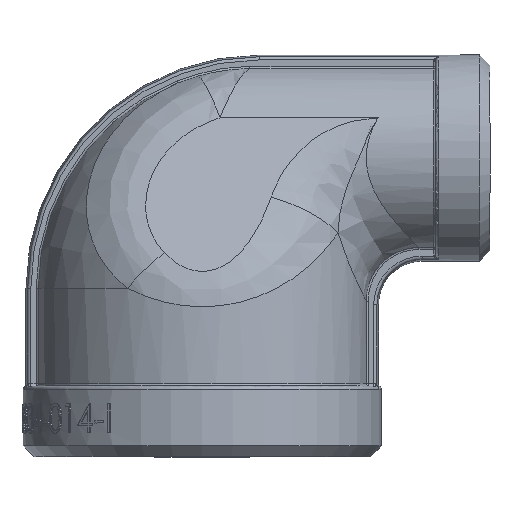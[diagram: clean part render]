
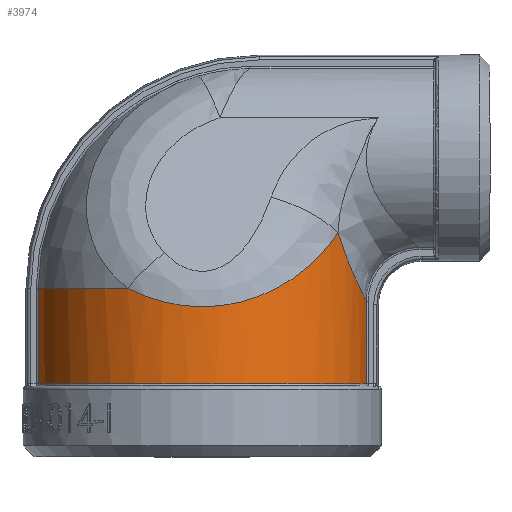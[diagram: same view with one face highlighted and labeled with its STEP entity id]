
A CAD part, top view. The second image highlights one B-rep face of the part: STEP entity #3974.
In plain terms, the highlighted cylindrical face has radius 15.25 mm (diameter 30.5 mm), a partial arc.
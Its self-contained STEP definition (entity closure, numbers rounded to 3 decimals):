
#102 = AXIS2_PLACEMENT_3D ( 'NONE', #6914, #6891, #6892 ) ;
#3974 = ADVANCED_FACE ( 'NONE', ( #6922 ), #6890, .T. ) ;
#4836 = EDGE_CURVE ( 'NONE', #9990, #9989, #13152, .T. ) ;
#4841 = EDGE_CURVE ( 'NONE', #10002, #10044, #16748, .T. ) ;
#4852 = EDGE_CURVE ( 'NONE', #9990, #9986, #13709, .T. ) ;
#4875 = EDGE_CURVE ( 'NONE', #9986, #10002, #16726, .T. ) ;
#4886 = EDGE_CURVE ( 'NONE', #9989, #10066, #13721, .T. ) ;
#4890 = EDGE_CURVE ( 'NONE', #10066, #10044, #13447, .T. ) ;
#6890 = CYLINDRICAL_SURFACE ( 'NONE', #102, 15.25 ) ;
#6891 = DIRECTION ( 'NONE',  ( 0., 1., 0. ) ) ;
#6892 = DIRECTION ( 'NONE',  ( -1., 0., 0. ) ) ;
#6914 = CARTESIAN_POINT ( 'NONE',  ( 0., -16.5, 0. ) ) ;
#6922 = FACE_OUTER_BOUND ( 'NONE', #9686, .T. ) ;
#9686 = EDGE_LOOP ( 'NONE', ( #16161, #16102, #16124, #16111, #16114, #16115 ) ) ;
#9986 = VERTEX_POINT ( 'NONE', #12336 ) ;
#9989 = VERTEX_POINT ( 'NONE', #12357 ) ;
#9990 = VERTEX_POINT ( 'NONE', #12341 ) ;
#10002 = VERTEX_POINT ( 'NONE', #12307 ) ;
#10044 = VERTEX_POINT ( 'NONE', #12417 ) ;
#10066 = VERTEX_POINT ( 'NONE', #12387 ) ;
#12307 = CARTESIAN_POINT ( 'NONE',  ( 12.494, -6.887, 8.744 ) ) ;
#12336 = CARTESIAN_POINT ( 'NONE',  ( -6.874, -12., 13.613 ) ) ;
#12341 = CARTESIAN_POINT ( 'NONE',  ( -15.095, -12., 2.172 ) ) ;
#12357 = CARTESIAN_POINT ( 'NONE',  ( -15.095, -20.8, 2.172 ) ) ;
#12387 = CARTESIAN_POINT ( 'NONE',  ( 15.095, -20.8, 2.172 ) ) ;
#12417 = CARTESIAN_POINT ( 'NONE',  ( 15.095, -13.188, 2.172 ) ) ;
#13142 = CARTESIAN_POINT ( 'NONE',  ( -15.095, -16.5, 2.172 ) ) ;
#13150 = DIRECTION ( 'NONE',  ( 0., -1., 0. ) ) ;
#13152 = LINE ( 'NONE', #13142, #13674 ) ;
#13190 = CARTESIAN_POINT ( 'NONE',  ( 13.284, -9.307, 7.588 ) ) ;
#13206 = CARTESIAN_POINT ( 'NONE',  ( 12.574, -7.139, 8.631 ) ) ;
#13207 = CARTESIAN_POINT ( 'NONE',  ( 14.398, -11.762, 5.494 ) ) ;
#13208 = CARTESIAN_POINT ( 'NONE',  ( 14.976, -12.948, 2.999 ) ) ;
#13211 = CARTESIAN_POINT ( 'NONE',  ( 12.494, -6.887, 8.744 ) ) ;
#13226 = CARTESIAN_POINT ( 'NONE',  ( 15.095, -13.188, 2.172 ) ) ;
#13247 = CARTESIAN_POINT ( 'NONE',  ( 0., -12., 0. ) ) ;
#13276 = DIRECTION ( 'NONE',  ( -1., 0., 0. ) ) ;
#13283 = DIRECTION ( 'NONE',  ( 0., 1., 0. ) ) ;
#13406 = CARTESIAN_POINT ( 'NONE',  ( -4.098, -13.472, 15.015 ) ) ;
#13411 = CARTESIAN_POINT ( 'NONE',  ( 1.258, -14.386, 15.884 ) ) ;
#13421 = CARTESIAN_POINT ( 'NONE',  ( 12.494, -6.887, 8.744 ) ) ;
#13430 = CARTESIAN_POINT ( 'NONE',  ( 8.226, -11.719, 13.345 ) ) ;
#13433 = CARTESIAN_POINT ( 'NONE',  ( 11.305, -8.671, 10.443 ) ) ;
#13439 = CARTESIAN_POINT ( 'NONE',  ( -6.874, -12., 13.613 ) ) ;
#13447 = LINE ( 'NONE', #13465, #13737 ) ;
#13456 = DIRECTION ( 'NONE',  ( 0., 0., 1. ) ) ;
#13465 = CARTESIAN_POINT ( 'NONE',  ( 15.095, -16.5, 2.172 ) ) ;
#13475 = CARTESIAN_POINT ( 'NONE',  ( 0., -20.8, 0. ) ) ;
#13478 = DIRECTION ( 'NONE',  ( 0., 1., 0. ) ) ;
#13483 = DIRECTION ( 'NONE',  ( 0., 1., 0. ) ) ;
#13674 = VECTOR ( 'NONE', #13150, 1000. ) ;
#13699 = AXIS2_PLACEMENT_3D ( 'NONE', #13247, #13283, #13276 ) ;
#13709 = CIRCLE ( 'NONE', #13699, 15.25 ) ;
#13721 = CIRCLE ( 'NONE', #13724, 15.25 ) ;
#13724 = AXIS2_PLACEMENT_3D ( 'NONE', #13475, #13478, #13456 ) ;
#13737 = VECTOR ( 'NONE', #13483, 1000. ) ;
#16102 = ORIENTED_EDGE ( 'NONE', *, *, #4890, .T. ) ;
#16111 = ORIENTED_EDGE ( 'NONE', *, *, #4875, .F. ) ;
#16114 = ORIENTED_EDGE ( 'NONE', *, *, #4852, .F. ) ;
#16115 = ORIENTED_EDGE ( 'NONE', *, *, #4836, .T. ) ;
#16124 = ORIENTED_EDGE ( 'NONE', *, *, #4841, .F. ) ;
#16161 = ORIENTED_EDGE ( 'NONE', *, *, #4886, .T. ) ;
#16726 = B_SPLINE_CURVE_WITH_KNOTS ( 'NONE', 3,
 ( #13439, #13406, #13411, #13430, #13433, #13421 ),
 .UNSPECIFIED., .F., .F.,
 ( 4, 1, 1, 4 ),
 ( 0., 0.429, 0.714, 1. ),
 .UNSPECIFIED. ) ;
#16748 = B_SPLINE_CURVE_WITH_KNOTS ( 'NONE', 3,
 ( #13211, #13206, #13190, #13207, #13208, #13226 ),
 .UNSPECIFIED., .F., .F.,
 ( 4, 1, 1, 4 ),
 ( 0., 0.079, 0.693, 0.98 ),
 .UNSPECIFIED. ) ;
